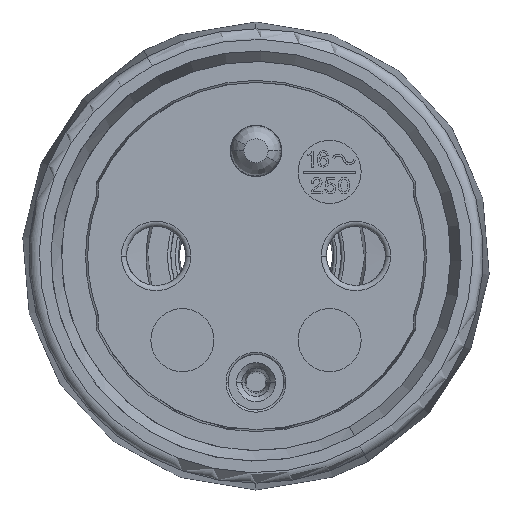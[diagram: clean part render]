
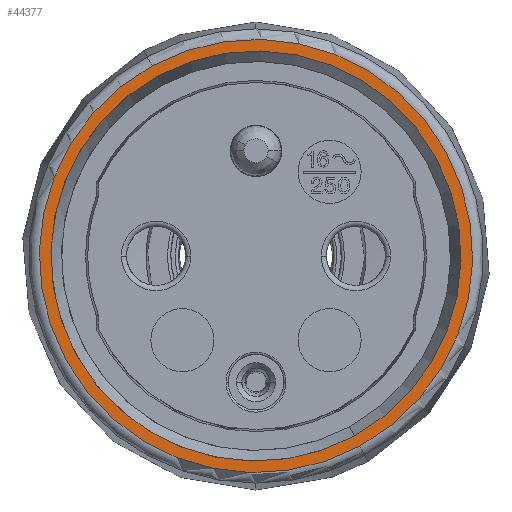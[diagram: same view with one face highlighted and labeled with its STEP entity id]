
A CAD part, front view. The second image highlights one B-rep face of the part: STEP entity #44377.
In plain terms, the highlighted planar face has unit normal (0, -1, 0).
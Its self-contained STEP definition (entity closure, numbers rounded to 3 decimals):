
#44219=AXIS2_PLACEMENT_3D('Circle Axis2P3D',#44217,#44218,$) ;
#44244=AXIS2_PLACEMENT_3D('Circle Axis2P3D',#44242,#44243,$) ;
#44353=AXIS2_PLACEMENT_3D('Plane Axis2P3D',#44350,#44351,#44352) ;
#44361=AXIS2_PLACEMENT_3D('Circle Axis2P3D',#44359,#44360,$) ;
#44370=AXIS2_PLACEMENT_3D('Circle Axis2P3D',#44368,#44369,$) ;
#44214=CARTESIAN_POINT('Vertex',(9.876,-14.7,-18.078)) ;
#44217=CARTESIAN_POINT('Axis2P3D Location',(0.,-14.7,0.)) ;
#44221=CARTESIAN_POINT('Vertex',(-9.876,-14.7,18.078)) ;
#44242=CARTESIAN_POINT('Axis2P3D Location',(0.,-14.7,0.)) ;
#44350=CARTESIAN_POINT('Axis2P3D Location',(0.,-14.7,20.6)) ;
#44359=CARTESIAN_POINT('Axis2P3D Location',(0.,-14.7,0.)) ;
#44363=CARTESIAN_POINT('Vertex',(9.349,-14.7,-17.113)) ;
#44365=CARTESIAN_POINT('Vertex',(-9.349,-14.7,17.113)) ;
#44368=CARTESIAN_POINT('Axis2P3D Location',(0.,-14.7,0.)) ;
#44218=DIRECTION('Axis2P3D Direction',(0.,-1.,0.)) ;
#44243=DIRECTION('Axis2P3D Direction',(0.,-1.,0.)) ;
#44351=DIRECTION('Axis2P3D Direction',(0.,-1.,0.)) ;
#44352=DIRECTION('Axis2P3D XDirection',(1.,0.,0.)) ;
#44360=DIRECTION('Axis2P3D Direction',(0.,-1.,0.)) ;
#44369=DIRECTION('Axis2P3D Direction',(0.,-1.,0.)) ;
#44356=ORIENTED_EDGE('',*,*,#44246,.T.) ;
#44357=ORIENTED_EDGE('',*,*,#44223,.T.) ;
#44374=ORIENTED_EDGE('',*,*,#44367,.F.) ;
#44375=ORIENTED_EDGE('',*,*,#44372,.F.) ;
#44376=FACE_BOUND('',#44373,.T.) ;
#44377=ADVANCED_FACE('Product5_AllCATPart.1\\EB00229_A.1\\Corps_elast_229',(#44358,#44376),#44354,.T.) ;
#44220=CIRCLE('generated circle',#44219,20.6) ;
#44245=CIRCLE('generated circle',#44244,20.6) ;
#44362=CIRCLE('generated circle',#44361,19.5) ;
#44371=CIRCLE('generated circle',#44370,19.5) ;
#44223=EDGE_CURVE('',#44222,#44215,#44220,.T.) ;
#44246=EDGE_CURVE('',#44215,#44222,#44245,.T.) ;
#44367=EDGE_CURVE('',#44364,#44366,#44362,.T.) ;
#44372=EDGE_CURVE('',#44366,#44364,#44371,.T.) ;
#44355=EDGE_LOOP('',(#44356,#44357)) ;
#44373=EDGE_LOOP('',(#44374,#44375)) ;
#44358=FACE_OUTER_BOUND('',#44355,.T.) ;
#44354=PLANE('',#44353) ;
#44215=VERTEX_POINT('',#44214) ;
#44222=VERTEX_POINT('',#44221) ;
#44364=VERTEX_POINT('',#44363) ;
#44366=VERTEX_POINT('',#44365) ;
